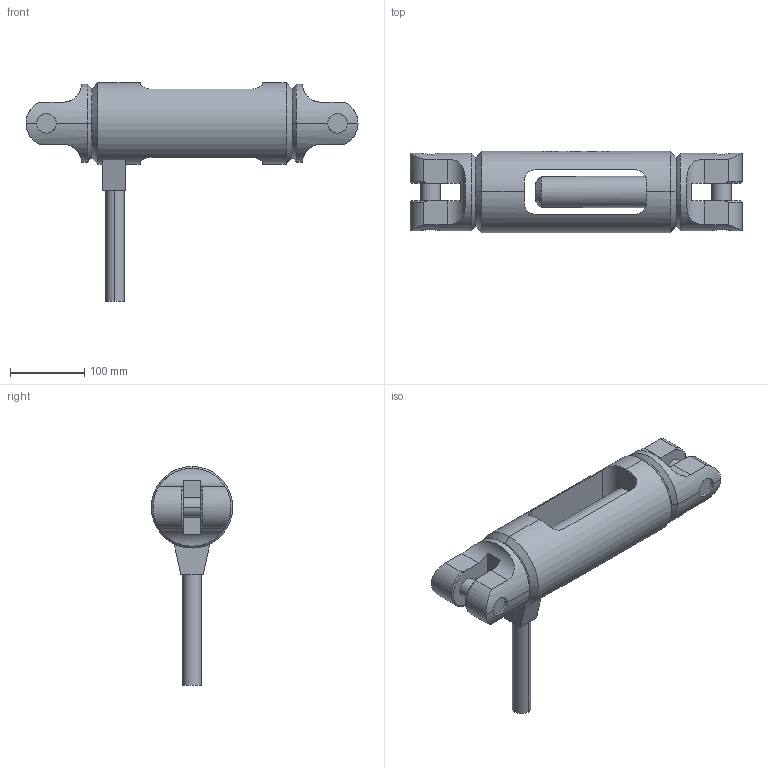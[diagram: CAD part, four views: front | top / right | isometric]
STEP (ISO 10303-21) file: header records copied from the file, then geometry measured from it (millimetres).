
FILE_DESCRIPTION((''),'2;1');
FILE_NAME('001-M32550-P99','2009-10-20T',('jakubetz'),('RAND'),'PRO/ENGINEER BY PARAMETRIC TECHNOLOGY CORPORATION, 2005030','PRO/ENGINEER BY PARAMETRIC TECHNOLOGY CORPORATION, 2005030','');
FILE_SCHEMA(('CONFIG_CONTROL_DESIGN'));
Length unit declared in the file: millimetre
Products named in the file (1): 001-M32550-P99
Bounding box: 448 x 110 x 295.5 mm (x, y, z)
Volume: 2761092.5 mm3; surface area: 228914.2 mm2
Topology: 1 solids, 1 shells, 295 faces, 813 edges, 536 vertices
Faces by surface type: plane 244, cylinder 37, cone 10, torus 4
Entity records: 10005 total; most frequent: CARTESIAN_POINT 2639, ORIENTED_EDGE 1626, DIRECTION 1355, EDGE_CURVE 813, VECTOR 551, LINE 551, VERTEX_POINT 536, AXIS2_PLACEMENT_3D 402
